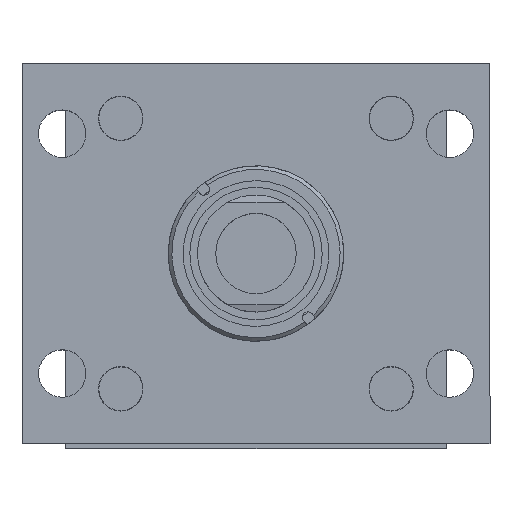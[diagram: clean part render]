
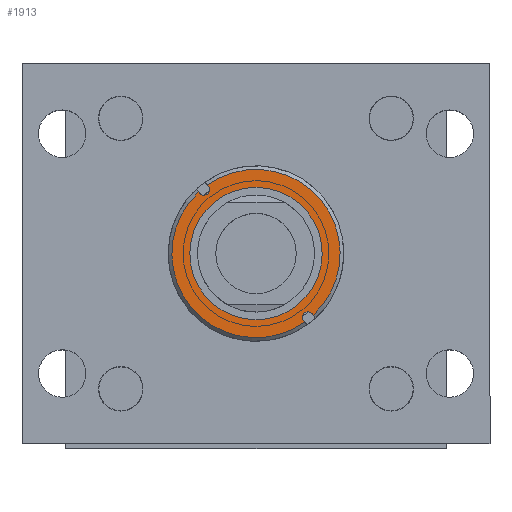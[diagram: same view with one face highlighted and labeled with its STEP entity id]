
A CAD part, top view. The second image highlights one B-rep face of the part: STEP entity #1913.
In plain terms, the highlighted planar face has unit normal (0, 0, 1).
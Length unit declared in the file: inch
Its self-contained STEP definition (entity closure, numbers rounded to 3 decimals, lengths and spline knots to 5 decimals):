
#36 = CARTESIAN_POINT ( 'NONE',  ( 19.3411, 40.98477, -2.93519 ) ) ;
#73 = CARTESIAN_POINT ( 'NONE',  ( 19.1531, 43.8257, -2.93519 ) ) ;
#137 = EDGE_LOOP ( 'NONE', ( #1635, #802, #7797, #9435, #4695, #9333, #1079, #9655, #9074 ) ) ;
#390 = CARTESIAN_POINT ( 'NONE',  ( 19.3411, 43.85462, -2.93519 ) ) ;
#434 = AXIS2_PLACEMENT_3D ( 'NONE', #4860, #1600, #6495 ) ;
#668 = DIRECTION ( 'NONE',  ( 1., 0., 0. ) ) ;
#751 = LINE ( 'NONE', #10321, #3176 ) ;
#760 = DIRECTION ( 'NONE',  ( 1., 0., 0. ) ) ;
#802 = ORIENTED_EDGE ( 'NONE', *, *, #6932, .T. ) ;
#867 = VERTEX_POINT ( 'NONE', #9168 ) ;
#1079 = ORIENTED_EDGE ( 'NONE', *, *, #6653, .F. ) ;
#1216 = ORIENTED_EDGE ( 'NONE', *, *, #6433, .T. ) ;
#1217 = CARTESIAN_POINT ( 'NONE',  ( 19.2471, 42.4197, -2.93519 ) ) ;
#1291 = DIRECTION ( 'NONE',  ( 0., 0., -1. ) ) ;
#1417 = AXIS2_PLACEMENT_3D ( 'NONE', #5196, #3633, #7578 ) ;
#1445 = VERTEX_POINT ( 'NONE', #2850 ) ;
#1518 = AXIS2_PLACEMENT_3D ( 'NONE', #6348, #8776, #668 ) ;
#1567 = VERTEX_POINT ( 'NONE', #4605 ) ;
#1600 = DIRECTION ( 'NONE',  ( 0., 0., 1. ) ) ;
#1608 = VECTOR ( 'NONE', #7442, 39.37008 ) ;
#1635 = ORIENTED_EDGE ( 'NONE', *, *, #10379, .F. ) ;
#1699 = CIRCLE ( 'NONE', #5807, 1.438 ) ;
#1831 = VERTEX_POINT ( 'NONE', #5777 ) ;
#1896 = EDGE_CURVE ( 'NONE', #3568, #2528, #5780, .T. ) ;
#1913 = ADVANCED_FACE ( 'NONE', ( #9257, #7409 ), #5630, .T. ) ;
#2043 = DIRECTION ( 'NONE',  ( 0., -1., 0. ) ) ;
#2107 = CARTESIAN_POINT ( 'NONE',  ( 19.3411, 43.55073, -2.93519 ) ) ;
#2293 = DIRECTION ( 'NONE',  ( 0., 0., 1. ) ) ;
#2528 = VERTEX_POINT ( 'NONE', #3968 ) ;
#2546 = CARTESIAN_POINT ( 'NONE',  ( 19.2471, 42.4197, -2.93519 ) ) ;
#2639 = CIRCLE ( 'NONE', #7987, 1.438 ) ;
#2658 = ORIENTED_EDGE ( 'NONE', *, *, #7502, .T. ) ;
#2694 = CIRCLE ( 'NONE', #1417, 1.13104 ) ;
#2796 = CARTESIAN_POINT ( 'NONE',  ( 19.2471, 42.4197, -2.93519 ) ) ;
#2850 = CARTESIAN_POINT ( 'NONE',  ( 18.11607, 42.4197, -2.93519 ) ) ;
#3176 = VECTOR ( 'NONE', #4753, 39.37008 ) ;
#3217 = EDGE_CURVE ( 'NONE', #1567, #3686, #1699, .T. ) ;
#3393 = CARTESIAN_POINT ( 'NONE',  ( 20.37814, 42.4197, -2.93519 ) ) ;
#3568 = VERTEX_POINT ( 'NONE', #73 ) ;
#3569 = DIRECTION ( 'NONE',  ( 0., 0., -1. ) ) ;
#3633 = DIRECTION ( 'NONE',  ( 0., 0., -1. ) ) ;
#3686 = VERTEX_POINT ( 'NONE', #4087 ) ;
#3930 = CIRCLE ( 'NONE', #9040, 1.438 ) ;
#3968 = CARTESIAN_POINT ( 'NONE',  ( 19.3411, 43.8257, -2.93519 ) ) ;
#4087 = CARTESIAN_POINT ( 'NONE',  ( 17.8091, 42.4197, -2.93519 ) ) ;
#4395 = DIRECTION ( 'NONE',  ( -1., 0., 0. ) ) ;
#4605 = CARTESIAN_POINT ( 'NONE',  ( 19.1531, 40.98477, -2.93519 ) ) ;
#4695 = ORIENTED_EDGE ( 'NONE', *, *, #1896, .F. ) ;
#4698 = CARTESIAN_POINT ( 'NONE',  ( 19.2471, 41.0137, -2.93519 ) ) ;
#4753 = DIRECTION ( 'NONE',  ( 0., -1., 0. ) ) ;
#4860 = CARTESIAN_POINT ( 'NONE',  ( 19.2471, 43.8257, -2.93519 ) ) ;
#4962 = VECTOR ( 'NONE', #2043, 39.37008 ) ;
#5137 = DIRECTION ( 'NONE',  ( 0., 0., -1. ) ) ;
#5196 = CARTESIAN_POINT ( 'NONE',  ( 19.2471, 42.4197, -2.93519 ) ) ;
#5323 = CARTESIAN_POINT ( 'NONE',  ( 19.1531, 43.85462, -2.93519 ) ) ;
#5416 = LINE ( 'NONE', #9832, #1608 ) ;
#5611 = CARTESIAN_POINT ( 'NONE',  ( 19.3411, 43.55073, -2.93519 ) ) ;
#5630 = PLANE ( 'NONE',  #1518 ) ;
#5715 = VERTEX_POINT ( 'NONE', #390 ) ;
#5777 = CARTESIAN_POINT ( 'NONE',  ( 19.3411, 41.0137, -2.93519 ) ) ;
#5780 = CIRCLE ( 'NONE', #434, 0.094 ) ;
#5807 = AXIS2_PLACEMENT_3D ( 'NONE', #1217, #3569, #8341 ) ;
#5939 = EDGE_CURVE ( 'NONE', #2528, #5715, #10283, .T. ) ;
#6062 = EDGE_CURVE ( 'NONE', #3568, #10295, #5416, .T. ) ;
#6348 = CARTESIAN_POINT ( 'NONE',  ( 19.2471, 43.55073, -2.93519 ) ) ;
#6433 = EDGE_CURVE ( 'NONE', #1445, #7439, #7601, .T. ) ;
#6495 = DIRECTION ( 'NONE',  ( 1., 0., 0. ) ) ;
#6653 = EDGE_CURVE ( 'NONE', #3686, #10295, #2639, .T. ) ;
#6748 = CARTESIAN_POINT ( 'NONE',  ( 19.2471, 42.4197, -2.93519 ) ) ;
#6907 = EDGE_CURVE ( 'NONE', #5715, #9442, #3930, .T. ) ;
#6932 = EDGE_CURVE ( 'NONE', #1831, #9442, #7087, .T. ) ;
#6965 = DIRECTION ( 'NONE',  ( -1., 0., 0. ) ) ;
#7087 = LINE ( 'NONE', #2107, #4962 ) ;
#7409 = FACE_OUTER_BOUND ( 'NONE', #137, .T. ) ;
#7439 = VERTEX_POINT ( 'NONE', #3393 ) ;
#7442 = DIRECTION ( 'NONE',  ( 0., 1., 0. ) ) ;
#7502 = EDGE_CURVE ( 'NONE', #7439, #1445, #2694, .T. ) ;
#7578 = DIRECTION ( 'NONE',  ( -1., 0., 0. ) ) ;
#7601 = CIRCLE ( 'NONE', #8573, 1.13104 ) ;
#7797 = ORIENTED_EDGE ( 'NONE', *, *, #6907, .F. ) ;
#7987 = AXIS2_PLACEMENT_3D ( 'NONE', #6748, #5137, #4395 ) ;
#8172 = VECTOR ( 'NONE', #8892, 39.37008 ) ;
#8341 = DIRECTION ( 'NONE',  ( -1., 0., 0. ) ) ;
#8573 = AXIS2_PLACEMENT_3D ( 'NONE', #2546, #8969, #9843 ) ;
#8776 = DIRECTION ( 'NONE',  ( 0., 0., 1. ) ) ;
#8892 = DIRECTION ( 'NONE',  ( 0., 1., 0. ) ) ;
#8969 = DIRECTION ( 'NONE',  ( 0., 0., -1. ) ) ;
#9040 = AXIS2_PLACEMENT_3D ( 'NONE', #2796, #1291, #6965 ) ;
#9074 = ORIENTED_EDGE ( 'NONE', *, *, #9243, .F. ) ;
#9168 = CARTESIAN_POINT ( 'NONE',  ( 19.1531, 41.0137, -2.93519 ) ) ;
#9235 = EDGE_LOOP ( 'NONE', ( #1216, #2658 ) ) ;
#9243 = EDGE_CURVE ( 'NONE', #867, #1567, #751, .T. ) ;
#9257 = FACE_BOUND ( 'NONE', #9235, .T. ) ;
#9333 = ORIENTED_EDGE ( 'NONE', *, *, #6062, .T. ) ;
#9435 = ORIENTED_EDGE ( 'NONE', *, *, #5939, .F. ) ;
#9442 = VERTEX_POINT ( 'NONE', #36 ) ;
#9536 = CIRCLE ( 'NONE', #9944, 0.094 ) ;
#9655 = ORIENTED_EDGE ( 'NONE', *, *, #3217, .F. ) ;
#9832 = CARTESIAN_POINT ( 'NONE',  ( 19.1531, 43.55073, -2.93519 ) ) ;
#9843 = DIRECTION ( 'NONE',  ( -1., 0., 0. ) ) ;
#9944 = AXIS2_PLACEMENT_3D ( 'NONE', #4698, #2293, #760 ) ;
#10283 = LINE ( 'NONE', #5611, #8172 ) ;
#10295 = VERTEX_POINT ( 'NONE', #5323 ) ;
#10321 = CARTESIAN_POINT ( 'NONE',  ( 19.1531, 43.55073, -2.93519 ) ) ;
#10379 = EDGE_CURVE ( 'NONE', #1831, #867, #9536, .T. ) ;
